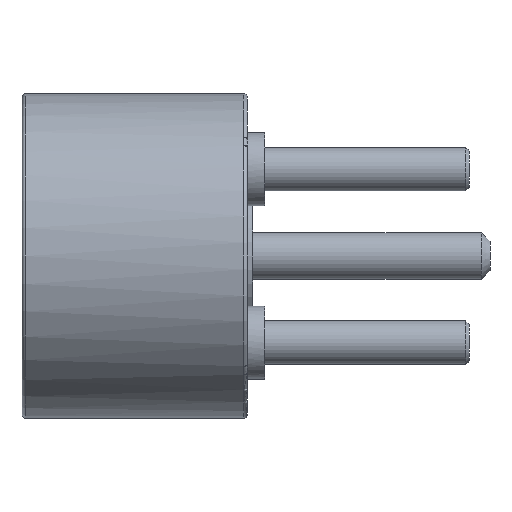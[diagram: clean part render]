
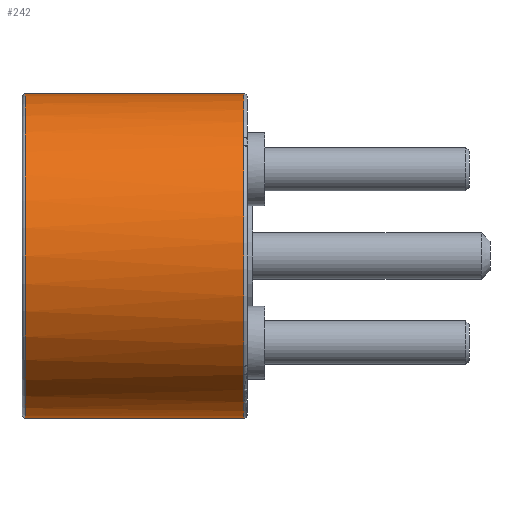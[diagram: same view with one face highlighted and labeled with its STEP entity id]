
A CAD part, left-side view. The second image highlights one B-rep face of the part: STEP entity #242.
In plain terms, the highlighted cylindrical face has radius 2.375 mm (diameter 4.75 mm), a partial arc.
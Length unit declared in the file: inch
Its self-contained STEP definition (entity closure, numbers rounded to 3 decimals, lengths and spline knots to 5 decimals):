
#40 = DIRECTION ( 'NONE',  ( 0., -1., 0. ) ) ;
#41 = CIRCLE ( 'NONE', #487, 0.0935 ) ;
#45 = VECTOR ( 'NONE', #1599, 39.37008 ) ;
#73 = CARTESIAN_POINT ( 'NONE',  ( -0.06689, -0.12801, 0.06534 ) ) ;
#92 = VERTEX_POINT ( 'NONE', #873 ) ;
#95 = EDGE_CURVE ( 'NONE', #216, #910, #579, .T. ) ;
#98 = CARTESIAN_POINT ( 'NONE',  ( -0.06851, -0.128, -0.06363 ) ) ;
#156 = VERTEX_POINT ( 'NONE', #98 ) ;
#181 = EDGE_CURVE ( 'NONE', #156, #92, #1435, .T. ) ;
#216 = VERTEX_POINT ( 'NONE', #1259 ) ;
#224 = CARTESIAN_POINT ( 'NONE',  ( -0.06526, -0.12801, 0.06697 ) ) ;
#238 = CARTESIAN_POINT ( 'NONE',  ( 0., -0.128, 0. ) ) ;
#241 = EDGE_CURVE ( 'NONE', #1798, #910, #339, .T. ) ;
#242 = ADVANCED_FACE ( 'NONE', ( #670 ), #1511, .T. ) ;
#296 = ORIENTED_EDGE ( 'NONE', *, *, #181, .T. ) ;
#339 = LINE ( 'NONE', #781, #1637 ) ;
#381 = ORIENTED_EDGE ( 'NONE', *, *, #1357, .T. ) ;
#427 = CARTESIAN_POINT ( 'NONE',  ( -0.06605, -0.12801, 0.06617 ) ) ;
#471 = CARTESIAN_POINT ( 'NONE',  ( -0.06697, -0.12801, -0.06526 ) ) ;
#473 = AXIS2_PLACEMENT_3D ( 'NONE', #238, #1354, #902 ) ;
#483 = CARTESIAN_POINT ( 'NONE',  ( 0., -0.13, 0.0935 ) ) ;
#487 = AXIS2_PLACEMENT_3D ( 'NONE', #1612, #651, #1943 ) ;
#491 = B_SPLINE_CURVE_WITH_KNOTS ( 'NONE', 3,
 ( #1698, #583, #73, #427, #224, #1705, #2011 ),
 .UNSPECIFIED., .F., .F.,
 ( 4, 3, 4 ),
 ( 0., 0.00009, 0.00018 ),
 .UNSPECIFIED. ) ;
#503 = ORIENTED_EDGE ( 'NONE', *, *, #731, .T. ) ;
#566 = CARTESIAN_POINT ( 'NONE',  ( 0., -0.002, 0. ) ) ;
#579 = CIRCLE ( 'NONE', #759, 0.0935 ) ;
#583 = CARTESIAN_POINT ( 'NONE',  ( -0.06771, -0.128, 0.06449 ) ) ;
#621 = EDGE_CURVE ( 'NONE', #748, #156, #1787, .T. ) ;
#651 = DIRECTION ( 'NONE',  ( 0., 1., 0. ) ) ;
#670 = FACE_OUTER_BOUND ( 'NONE', #1220, .T. ) ;
#731 = EDGE_CURVE ( 'NONE', #1889, #216, #1880, .T. ) ;
#748 = VERTEX_POINT ( 'NONE', #999 ) ;
#759 = AXIS2_PLACEMENT_3D ( 'NONE', #566, #40, #1184 ) ;
#781 = CARTESIAN_POINT ( 'NONE',  ( 0., -0.13, -0.0935 ) ) ;
#844 = ORIENTED_EDGE ( 'NONE', *, *, #95, .T. ) ;
#873 = CARTESIAN_POINT ( 'NONE',  ( -0.06851, -0.128, 0.06363 ) ) ;
#902 = DIRECTION ( 'NONE',  ( 0., 0., 1. ) ) ;
#910 = VERTEX_POINT ( 'NONE', #1961 ) ;
#912 = ORIENTED_EDGE ( 'NONE', *, *, #1320, .T. ) ;
#931 = DIRECTION ( 'NONE',  ( 0., 1., 0. ) ) ;
#953 = CARTESIAN_POINT ( 'NONE',  ( 0., -0.128, -0.0935 ) ) ;
#965 = ORIENTED_EDGE ( 'NONE', *, *, #1087, .T. ) ;
#999 = CARTESIAN_POINT ( 'NONE',  ( -0.06363, -0.128, -0.06851 ) ) ;
#1035 = ORIENTED_EDGE ( 'NONE', *, *, #241, .F. ) ;
#1067 = CIRCLE ( 'NONE', #473, 0.0935 ) ;
#1087 = EDGE_CURVE ( 'NONE', #1525, #1889, #41, .T. ) ;
#1106 = CARTESIAN_POINT ( 'NONE',  ( -0.06363, -0.128, -0.06851 ) ) ;
#1127 = DIRECTION ( 'NONE',  ( 0., 0., 1. ) ) ;
#1184 = DIRECTION ( 'NONE',  ( 0., 0., 1. ) ) ;
#1220 = EDGE_LOOP ( 'NONE', ( #1035, #381, #2068, #296, #912, #965, #503, #844 ) ) ;
#1233 = DIRECTION ( 'NONE',  ( 0., 0., 1. ) ) ;
#1259 = CARTESIAN_POINT ( 'NONE',  ( 0., -0.002, 0.0935 ) ) ;
#1260 = CARTESIAN_POINT ( 'NONE',  ( -0.06851, -0.128, -0.06363 ) ) ;
#1320 = EDGE_CURVE ( 'NONE', #92, #1525, #491, .T. ) ;
#1354 = DIRECTION ( 'NONE',  ( 0., 1., 0. ) ) ;
#1357 = EDGE_CURVE ( 'NONE', #1798, #748, #1067, .T. ) ;
#1402 = DIRECTION ( 'NONE',  ( 0., 1., 0. ) ) ;
#1412 = CARTESIAN_POINT ( 'NONE',  ( 0., -0.128, 0. ) ) ;
#1435 = CIRCLE ( 'NONE', #1822, 0.0935 ) ;
#1511 = CYLINDRICAL_SURFACE ( 'NONE', #1795, 0.0935 ) ;
#1525 = VERTEX_POINT ( 'NONE', #1937 ) ;
#1565 = CARTESIAN_POINT ( 'NONE',  ( -0.06449, -0.128, -0.06771 ) ) ;
#1580 = DIRECTION ( 'NONE',  ( 0., 1., 0. ) ) ;
#1599 = DIRECTION ( 'NONE',  ( 0., 1., 0. ) ) ;
#1612 = CARTESIAN_POINT ( 'NONE',  ( 0., -0.128, 0. ) ) ;
#1637 = VECTOR ( 'NONE', #1402, 39.37008 ) ;
#1691 = CARTESIAN_POINT ( 'NONE',  ( 0., -0.13, 0. ) ) ;
#1698 = CARTESIAN_POINT ( 'NONE',  ( -0.06851, -0.128, 0.06363 ) ) ;
#1705 = CARTESIAN_POINT ( 'NONE',  ( -0.06445, -0.128, 0.06774 ) ) ;
#1721 = CARTESIAN_POINT ( 'NONE',  ( -0.06534, -0.12801, -0.06689 ) ) ;
#1727 = CARTESIAN_POINT ( 'NONE',  ( -0.06774, -0.128, -0.06445 ) ) ;
#1787 = B_SPLINE_CURVE_WITH_KNOTS ( 'NONE', 3,
 ( #1106, #1565, #1721, #1881, #471, #1727, #1260 ),
 .UNSPECIFIED., .F., .F.,
 ( 4, 3, 4 ),
 ( 0., 0.00009, 0.00018 ),
 .UNSPECIFIED. ) ;
#1795 = AXIS2_PLACEMENT_3D ( 'NONE', #1691, #1580, #1127 ) ;
#1798 = VERTEX_POINT ( 'NONE', #953 ) ;
#1822 = AXIS2_PLACEMENT_3D ( 'NONE', #1412, #931, #1233 ) ;
#1880 = LINE ( 'NONE', #483, #45 ) ;
#1881 = CARTESIAN_POINT ( 'NONE',  ( -0.06617, -0.12801, -0.06605 ) ) ;
#1889 = VERTEX_POINT ( 'NONE', #2050 ) ;
#1937 = CARTESIAN_POINT ( 'NONE',  ( -0.06363, -0.128, 0.06851 ) ) ;
#1943 = DIRECTION ( 'NONE',  ( 0., 0., 1. ) ) ;
#1961 = CARTESIAN_POINT ( 'NONE',  ( 0., -0.002, -0.0935 ) ) ;
#2011 = CARTESIAN_POINT ( 'NONE',  ( -0.06363, -0.128, 0.06851 ) ) ;
#2050 = CARTESIAN_POINT ( 'NONE',  ( 0., -0.128, 0.0935 ) ) ;
#2068 = ORIENTED_EDGE ( 'NONE', *, *, #621, .T. ) ;
